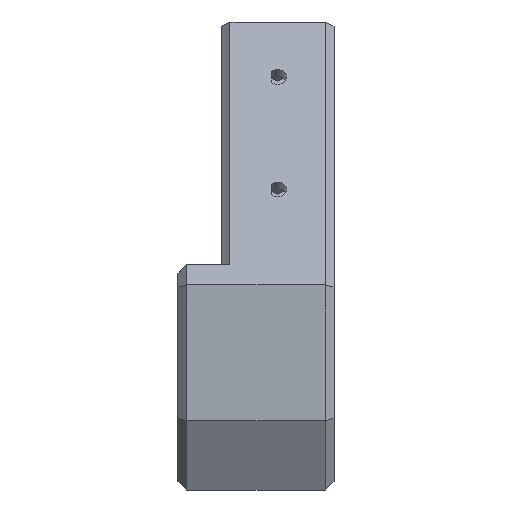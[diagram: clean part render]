
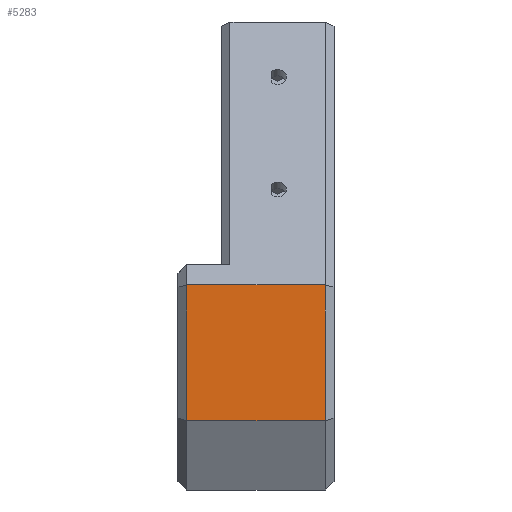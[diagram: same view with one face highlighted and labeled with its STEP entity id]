
A CAD part, left-side view. The second image highlights one B-rep face of the part: STEP entity #5283.
In plain terms, the highlighted planar face has unit normal (-1, 0, 0).
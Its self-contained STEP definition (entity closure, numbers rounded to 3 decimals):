
#380 = PLANE('',#381);
#381 = AXIS2_PLACEMENT_3D('',#382,#383,#384);
#382 = CARTESIAN_POINT('',(-10.5,0.,18.313));
#383 = DIRECTION('',(0.866,0.,-0.5));
#384 = DIRECTION('',(0.5,0.,0.866));
#2248 = VERTEX_POINT('',#2249);
#2249 = CARTESIAN_POINT('',(-10.5,2.,18.313));
#2270 = EDGE_CURVE('',#2248,#2271,#2273,.T.);
#2271 = VERTEX_POINT('',#2272);
#2272 = CARTESIAN_POINT('',(-10.5,34.,18.313));
#2273 = SURFACE_CURVE('',#2274,(#2278,#2285),.PCURVE_S1.);
#2274 = LINE('',#2275,#2276);
#2275 = CARTESIAN_POINT('',(-10.5,0.,18.313));
#2276 = VECTOR('',#2277,1.);
#2277 = DIRECTION('',(-0.,1.,0.));
#2278 = PCURVE('',#380,#2279);
#2279 = DEFINITIONAL_REPRESENTATION('',(#2280),#2284);
#2280 = LINE('',#2281,#2282);
#2281 = CARTESIAN_POINT('',(0.,0.));
#2282 = VECTOR('',#2283,1.);
#2283 = DIRECTION('',(0.,-1.));
#2284 = ( GEOMETRIC_REPRESENTATION_CONTEXT(2) 
PARAMETRIC_REPRESENTATION_CONTEXT() REPRESENTATION_CONTEXT('2D SPACE',''
  ) );
#2285 = PCURVE('',#2286,#2291);
#2286 = PLANE('',#2287);
#2287 = AXIS2_PLACEMENT_3D('',#2288,#2289,#2290);
#2288 = CARTESIAN_POINT('',(-10.5,0.,-13.));
#2289 = DIRECTION('',(1.,0.,0.));
#2290 = DIRECTION('',(0.,0.,1.));
#2291 = DEFINITIONAL_REPRESENTATION('',(#2292),#2296);
#2292 = LINE('',#2293,#2294);
#2293 = CARTESIAN_POINT('',(31.313,0.));
#2294 = VECTOR('',#2295,1.);
#2295 = DIRECTION('',(0.,-1.));
#2296 = ( GEOMETRIC_REPRESENTATION_CONTEXT(2) 
PARAMETRIC_REPRESENTATION_CONTEXT() REPRESENTATION_CONTEXT('2D SPACE',''
  ) );
#2473 = PLANE('',#2474);
#2474 = AXIS2_PLACEMENT_3D('',#2475,#2476,#2477);
#2475 = CARTESIAN_POINT('',(-9.5,1.,-13.));
#2476 = DIRECTION('',(0.707,0.707,0.)
  );
#2477 = DIRECTION('',(0.,0.,-1.));
#5283 = ADVANCED_FACE('',(#5284),#2286,.F.);
#5284 = FACE_BOUND('',#5285,.F.);
#5285 = EDGE_LOOP('',(#5286,#5316,#5342,#5343));
#5286 = ORIENTED_EDGE('',*,*,#5287,.T.);
#5287 = EDGE_CURVE('',#5288,#5290,#5292,.T.);
#5288 = VERTEX_POINT('',#5289);
#5289 = CARTESIAN_POINT('',(-10.5,2.,-13.));
#5290 = VERTEX_POINT('',#5291);
#5291 = CARTESIAN_POINT('',(-10.5,34.,-13.));
#5292 = SURFACE_CURVE('',#5293,(#5297,#5304),.PCURVE_S1.);
#5293 = LINE('',#5294,#5295);
#5294 = CARTESIAN_POINT('',(-10.5,0.,-13.));
#5295 = VECTOR('',#5296,1.);
#5296 = DIRECTION('',(-0.,1.,0.));
#5297 = PCURVE('',#2286,#5298);
#5298 = DEFINITIONAL_REPRESENTATION('',(#5299),#5303);
#5299 = LINE('',#5300,#5301);
#5300 = CARTESIAN_POINT('',(0.,0.));
#5301 = VECTOR('',#5302,1.);
#5302 = DIRECTION('',(0.,-1.));
#5303 = ( GEOMETRIC_REPRESENTATION_CONTEXT(2) 
PARAMETRIC_REPRESENTATION_CONTEXT() REPRESENTATION_CONTEXT('2D SPACE',''
  ) );
#5304 = PCURVE('',#5305,#5310);
#5305 = PLANE('',#5306);
#5306 = AXIS2_PLACEMENT_3D('',#5307,#5308,#5309);
#5307 = CARTESIAN_POINT('',(-1.262,0.,-29.));
#5308 = DIRECTION('',(0.866,0.,0.5));
#5309 = DIRECTION('',(-0.5,0.,0.866));
#5310 = DEFINITIONAL_REPRESENTATION('',(#5311),#5315);
#5311 = LINE('',#5312,#5313);
#5312 = CARTESIAN_POINT('',(18.475,0.));
#5313 = VECTOR('',#5314,1.);
#5314 = DIRECTION('',(0.,-1.));
#5315 = ( GEOMETRIC_REPRESENTATION_CONTEXT(2) 
PARAMETRIC_REPRESENTATION_CONTEXT() REPRESENTATION_CONTEXT('2D SPACE',''
  ) );
#5316 = ORIENTED_EDGE('',*,*,#5317,.T.);
#5317 = EDGE_CURVE('',#5290,#2271,#5318,.T.);
#5318 = SURFACE_CURVE('',#5319,(#5323,#5330),.PCURVE_S1.);
#5319 = LINE('',#5320,#5321);
#5320 = CARTESIAN_POINT('',(-10.5,34.,-13.));
#5321 = VECTOR('',#5322,1.);
#5322 = DIRECTION('',(0.,0.,1.));
#5323 = PCURVE('',#2286,#5324);
#5324 = DEFINITIONAL_REPRESENTATION('',(#5325),#5329);
#5325 = LINE('',#5326,#5327);
#5326 = CARTESIAN_POINT('',(0.,-34.));
#5327 = VECTOR('',#5328,1.);
#5328 = DIRECTION('',(1.,0.));
#5329 = ( GEOMETRIC_REPRESENTATION_CONTEXT(2) 
PARAMETRIC_REPRESENTATION_CONTEXT() REPRESENTATION_CONTEXT('2D SPACE',''
  ) );
#5330 = PCURVE('',#5331,#5336);
#5331 = PLANE('',#5332);
#5332 = AXIS2_PLACEMENT_3D('',#5333,#5334,#5335);
#5333 = CARTESIAN_POINT('',(-9.5,35.,-13.));
#5334 = DIRECTION('',(-0.707,0.707,0.
    ));
#5335 = DIRECTION('',(0.,0.,-1.));
#5336 = DEFINITIONAL_REPRESENTATION('',(#5337),#5341);
#5337 = LINE('',#5338,#5339);
#5338 = CARTESIAN_POINT('',(-0.,1.414));
#5339 = VECTOR('',#5340,1.);
#5340 = DIRECTION('',(-1.,0.));
#5341 = ( GEOMETRIC_REPRESENTATION_CONTEXT(2) 
PARAMETRIC_REPRESENTATION_CONTEXT() REPRESENTATION_CONTEXT('2D SPACE',''
  ) );
#5342 = ORIENTED_EDGE('',*,*,#2270,.F.);
#5343 = ORIENTED_EDGE('',*,*,#5344,.F.);
#5344 = EDGE_CURVE('',#5288,#2248,#5345,.T.);
#5345 = SURFACE_CURVE('',#5346,(#5350,#5357),.PCURVE_S1.);
#5346 = LINE('',#5347,#5348);
#5347 = CARTESIAN_POINT('',(-10.5,2.,-13.));
#5348 = VECTOR('',#5349,1.);
#5349 = DIRECTION('',(0.,0.,1.));
#5350 = PCURVE('',#2286,#5351);
#5351 = DEFINITIONAL_REPRESENTATION('',(#5352),#5356);
#5352 = LINE('',#5353,#5354);
#5353 = CARTESIAN_POINT('',(0.,-2.));
#5354 = VECTOR('',#5355,1.);
#5355 = DIRECTION('',(1.,0.));
#5356 = ( GEOMETRIC_REPRESENTATION_CONTEXT(2) 
PARAMETRIC_REPRESENTATION_CONTEXT() REPRESENTATION_CONTEXT('2D SPACE',''
  ) );
#5357 = PCURVE('',#2473,#5358);
#5358 = DEFINITIONAL_REPRESENTATION('',(#5359),#5363);
#5359 = LINE('',#5360,#5361);
#5360 = CARTESIAN_POINT('',(0.,1.414));
#5361 = VECTOR('',#5362,1.);
#5362 = DIRECTION('',(-1.,0.));
#5363 = ( GEOMETRIC_REPRESENTATION_CONTEXT(2) 
PARAMETRIC_REPRESENTATION_CONTEXT() REPRESENTATION_CONTEXT('2D SPACE',''
  ) );
